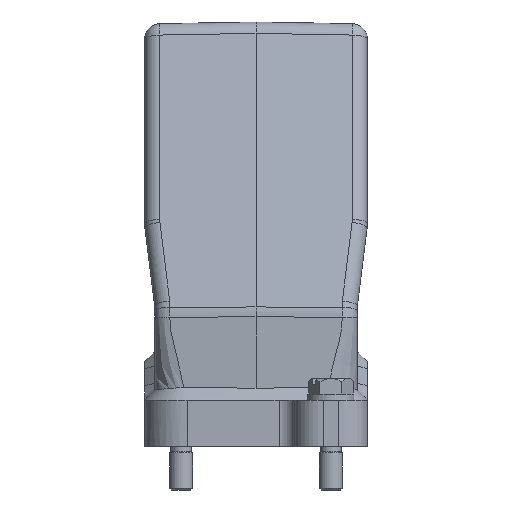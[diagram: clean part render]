
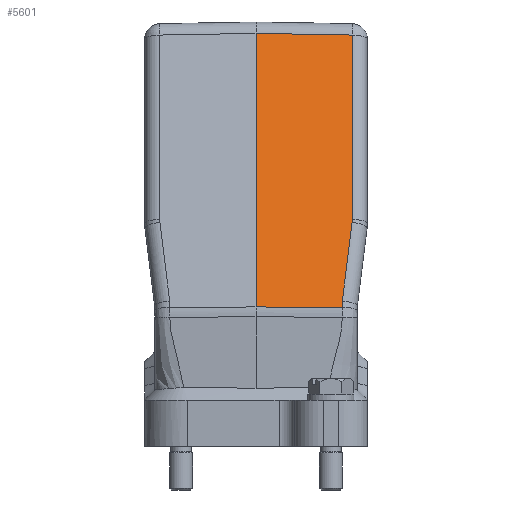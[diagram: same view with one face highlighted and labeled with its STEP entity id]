
A CAD part, left-side view. The second image highlights one B-rep face of the part: STEP entity #5601.
In plain terms, the highlighted planar face has unit normal (-0.966, -0.018, 0.259).
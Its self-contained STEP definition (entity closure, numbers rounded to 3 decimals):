
#3556=ELLIPSE('',#13130,6.213,6.);
#3881=LINE('',#19197,#4597);
#3882=LINE('',#19200,#4598);
#3883=LINE('',#19202,#4599);
#3884=LINE('',#19204,#4600);
#3885=LINE('',#19206,#4601);
#3886=LINE('',#19208,#4602);
#4597=VECTOR('',#14216,1.);
#4598=VECTOR('',#14217,1.);
#4599=VECTOR('',#14218,1.);
#4600=VECTOR('',#14219,1.);
#4601=VECTOR('',#14220,1.);
#4602=VECTOR('',#14221,1.);
#5142=FACE_OUTER_BOUND('',#6593,.T.);
#5601=ADVANCED_FACE('',(#5142),#6129,.T.);
#6129=PLANE('',#13131);
#6593=EDGE_LOOP('',(#7555,#7556,#7557,#7558,#7559,#7560,#7561));
#7555=ORIENTED_EDGE('',*,*,#10954,.T.);
#7556=ORIENTED_EDGE('',*,*,#10955,.T.);
#7557=ORIENTED_EDGE('',*,*,#10956,.T.);
#7558=ORIENTED_EDGE('',*,*,#10957,.T.);
#7559=ORIENTED_EDGE('',*,*,#10958,.T.);
#7560=ORIENTED_EDGE('',*,*,#10959,.T.);
#7561=ORIENTED_EDGE('',*,*,#10960,.T.);
#10077=VERTEX_POINT('',#19198);
#10078=VERTEX_POINT('',#19199);
#10079=VERTEX_POINT('',#19201);
#10080=VERTEX_POINT('',#19203);
#10081=VERTEX_POINT('',#19205);
#10082=VERTEX_POINT('',#19207);
#10083=VERTEX_POINT('',#19209);
#10954=EDGE_CURVE('',#10077,#10078,#3881,.T.);
#10955=EDGE_CURVE('',#10078,#10079,#3882,.T.);
#10956=EDGE_CURVE('',#10079,#10080,#3883,.T.);
#10957=EDGE_CURVE('',#10080,#10081,#3884,.T.);
#10958=EDGE_CURVE('',#10081,#10082,#3885,.T.);
#10959=EDGE_CURVE('',#10082,#10083,#3886,.T.);
#10960=EDGE_CURVE('',#10083,#10077,#3556,.T.);
#13130=AXIS2_PLACEMENT_3D('',#19210,#14222,#14223);
#13131=AXIS2_PLACEMENT_3D('',#19211,#14224,#14225);
#14216=DIRECTION('',(0.259,0.,0.966));
#14217=DIRECTION('',(-0.013,1.,0.017));
#14218=DIRECTION('',(-0.259,0.,-0.966));
#14219=DIRECTION('',(0.017,-1.,-0.002));
#14220=DIRECTION('',(0.259,0.,0.966));
#14221=DIRECTION('',(0.259,-0.119,0.958));
#14222=DIRECTION('',(-0.966,-0.017,0.259));
#14223=DIRECTION('',(-0.259,0.065,-0.964));
#14224=DIRECTION('',(-0.966,-0.017,0.259));
#14225=DIRECTION('',(-0.259,0.,-0.966));
#19197=CARTESIAN_POINT('',(-61.077,-25.07,16.837));
#19198=CARTESIAN_POINT('',(-54.602,-25.07,41.005));
#19199=CARTESIAN_POINT('',(-41.728,-25.07,89.048));
#19200=CARTESIAN_POINT('',(-42.051,-1.005,89.468));
#19201=CARTESIAN_POINT('',(-42.064,0.,89.486));
#19202=CARTESIAN_POINT('',(-61.5,0.,16.95));
#19203=CARTESIAN_POINT('',(-61.159,0.,18.221));
#19204=CARTESIAN_POINT('',(-61.159,0.003,18.221));
#19205=CARTESIAN_POINT('',(-60.767,-22.47,18.17));
#19206=CARTESIAN_POINT('',(-60.687,-22.47,18.468));
#19207=CARTESIAN_POINT('',(-60.348,-22.47,19.733));
#19208=CARTESIAN_POINT('',(-55.083,-24.894,39.221));
#19209=CARTESIAN_POINT('',(-54.801,-25.024,40.264));
#19210=CARTESIAN_POINT('',(-54.71,-19.07,41.005));
#19211=CARTESIAN_POINT('',(-61.5,0.,16.95));
